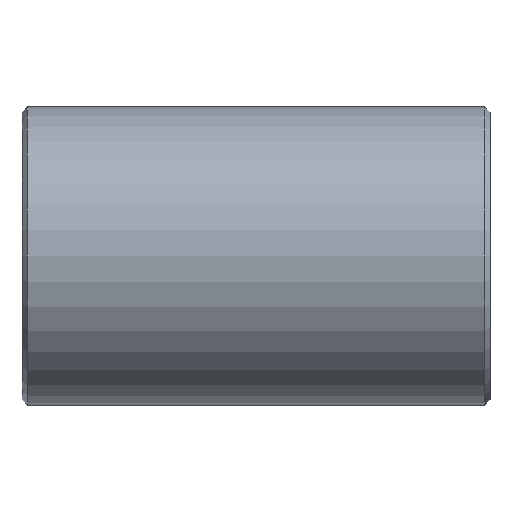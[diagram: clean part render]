
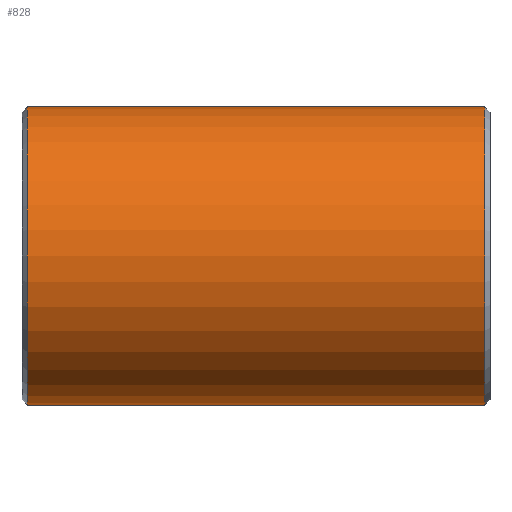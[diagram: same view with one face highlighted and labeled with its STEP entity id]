
A CAD part, front view. The second image highlights one B-rep face of the part: STEP entity #828.
In plain terms, the highlighted cylindrical face has radius 161.925 mm (diameter 323.85 mm), a partial arc.
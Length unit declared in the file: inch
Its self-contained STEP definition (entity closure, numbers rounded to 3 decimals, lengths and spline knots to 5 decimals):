
#21 = VERTEX_POINT ( 'NONE', #565 ) ;
#36 = DIRECTION ( 'NONE',  ( -1., 0., 0. ) ) ;
#60 = CARTESIAN_POINT ( 'NONE',  ( -9.77067, 0., 6.375 ) ) ;
#68 = VECTOR ( 'NONE', #36, 39.37008 ) ;
#83 = EDGE_CURVE ( 'NONE', #97, #303, #400, .T. ) ;
#95 = CYLINDRICAL_SURFACE ( 'NONE', #239, 6.375 ) ;
#97 = VERTEX_POINT ( 'NONE', #331 ) ;
#170 = DIRECTION ( 'NONE',  ( -1., 0., 0. ) ) ;
#188 = ORIENTED_EDGE ( 'NONE', *, *, #191, .F. ) ;
#191 = EDGE_CURVE ( 'NONE', #21, #731, #644, .T. ) ;
#192 = CIRCLE ( 'NONE', #819, 6.375 ) ;
#204 = ORIENTED_EDGE ( 'NONE', *, *, #83, .T. ) ;
#209 = DIRECTION ( 'NONE',  ( -1., 0., 0. ) ) ;
#222 = EDGE_CURVE ( 'NONE', #21, #97, #192, .T. ) ;
#239 = AXIS2_PLACEMENT_3D ( 'NONE', #844, #170, #298 ) ;
#249 = CIRCLE ( 'NONE', #620, 6.375 ) ;
#294 = EDGE_CURVE ( 'NONE', #303, #731, #249, .T. ) ;
#298 = DIRECTION ( 'NONE',  ( 0., 0., 1. ) ) ;
#303 = VERTEX_POINT ( 'NONE', #60 ) ;
#305 = CARTESIAN_POINT ( 'NONE',  ( -9.77067, 0., -6.375 ) ) ;
#311 = FACE_OUTER_BOUND ( 'NONE', #765, .T. ) ;
#331 = CARTESIAN_POINT ( 'NONE',  ( 9.77067, 0., 6.375 ) ) ;
#400 = LINE ( 'NONE', #705, #68 ) ;
#500 = CARTESIAN_POINT ( 'NONE',  ( -9.77067, 0., 0. ) ) ;
#501 = CARTESIAN_POINT ( 'NONE',  ( 9.77067, 0., 0. ) ) ;
#542 = VECTOR ( 'NONE', #209, 39.37008 ) ;
#565 = CARTESIAN_POINT ( 'NONE',  ( 9.77067, 0., -6.375 ) ) ;
#618 = DIRECTION ( 'NONE',  ( 1., 0., 0. ) ) ;
#620 = AXIS2_PLACEMENT_3D ( 'NONE', #500, #618, #721 ) ;
#644 = LINE ( 'NONE', #868, #542 ) ;
#705 = CARTESIAN_POINT ( 'NONE',  ( 10., 0., 6.375 ) ) ;
#721 = DIRECTION ( 'NONE',  ( 0., 0., 1. ) ) ;
#731 = VERTEX_POINT ( 'NONE', #305 ) ;
#740 = ORIENTED_EDGE ( 'NONE', *, *, #222, .T. ) ;
#765 = EDGE_LOOP ( 'NONE', ( #188, #740, #204, #793 ) ) ;
#793 = ORIENTED_EDGE ( 'NONE', *, *, #294, .T. ) ;
#819 = AXIS2_PLACEMENT_3D ( 'NONE', #501, #872, #947 ) ;
#828 = ADVANCED_FACE ( 'NONE', ( #311 ), #95, .T. ) ;
#844 = CARTESIAN_POINT ( 'NONE',  ( 10., 0., 0. ) ) ;
#868 = CARTESIAN_POINT ( 'NONE',  ( 10., 0., -6.375 ) ) ;
#872 = DIRECTION ( 'NONE',  ( -1., 0., 0. ) ) ;
#947 = DIRECTION ( 'NONE',  ( 0., 0., -1. ) ) ;
